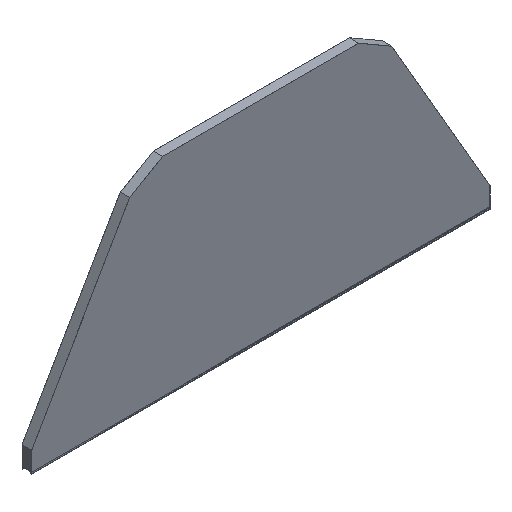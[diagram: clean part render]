
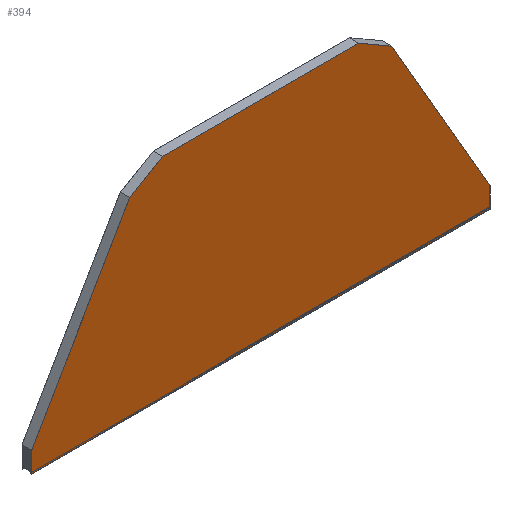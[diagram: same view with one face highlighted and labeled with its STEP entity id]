
A CAD part, isometric view. The second image highlights one B-rep face of the part: STEP entity #394.
In plain terms, the highlighted planar face has unit normal (0, -1, 0).
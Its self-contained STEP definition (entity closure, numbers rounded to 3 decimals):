
#20 = CARTESIAN_POINT ( 'NONE',  ( 1190., -25., -580. ) ) ;
#84 = PLANE ( 'NONE',  #1375 ) ;
#96 = VERTEX_POINT ( 'NONE', #417 ) ;
#119 = DIRECTION ( 'NONE',  ( 1., 0., 0. ) ) ;
#137 = ORIENTED_EDGE ( 'NONE', *, *, #1633, .F. ) ;
#196 = ORIENTED_EDGE ( 'NONE', *, *, #655, .F. ) ;
#202 = VERTEX_POINT ( 'NONE', #1607 ) ;
#239 = VECTOR ( 'NONE', #1860, 1000. ) ;
#245 = VECTOR ( 'NONE', #375, 1000. ) ;
#288 = LINE ( 'NONE', #1069, #348 ) ;
#293 = CARTESIAN_POINT ( 'NONE',  ( -680.615, -25., 408.14 ) ) ;
#295 = EDGE_CURVE ( 'NONE', #1016, #1359, #1692, .T. ) ;
#308 = CARTESIAN_POINT ( 'NONE',  ( 680.615, -25., 408.14 ) ) ;
#329 = DIRECTION ( 'NONE',  ( 0.5, 0., -0.866 ) ) ;
#348 = VECTOR ( 'NONE', #119, 1000. ) ;
#356 = CARTESIAN_POINT ( 'NONE',  ( 1190., -25., -474.14 ) ) ;
#364 = CARTESIAN_POINT ( 'NONE',  ( 509.385, -25., 507. ) ) ;
#375 = DIRECTION ( 'NONE',  ( -1., 0., 0. ) ) ;
#388 = ORIENTED_EDGE ( 'NONE', *, *, #1940, .F. ) ;
#394 = ADVANCED_FACE ( 'NONE', ( #1075 ), #84, .F. ) ;
#410 = DIRECTION ( 'NONE',  ( 0., 1., 0. ) ) ;
#417 = CARTESIAN_POINT ( 'NONE',  ( 1190., -25., -474.14 ) ) ;
#543 = VECTOR ( 'NONE', #329, 1000. ) ;
#631 = LINE ( 'NONE', #1788, #1736 ) ;
#655 = EDGE_CURVE ( 'NONE', #96, #717, #2040, .T. ) ;
#671 = ORIENTED_EDGE ( 'NONE', *, *, #1230, .F. ) ;
#717 = VERTEX_POINT ( 'NONE', #20 ) ;
#752 = DIRECTION ( 'NONE',  ( 0.866, 0., 0.5 ) ) ;
#791 = ORIENTED_EDGE ( 'NONE', *, *, #295, .F. ) ;
#833 = CARTESIAN_POINT ( 'NONE',  ( -1190., -25., -671.86 ) ) ;
#988 = VECTOR ( 'NONE', #752, 1000. ) ;
#1016 = VERTEX_POINT ( 'NONE', #1202 ) ;
#1069 = CARTESIAN_POINT ( 'NONE',  ( -509.385, -25., 507. ) ) ;
#1073 = EDGE_CURVE ( 'NONE', #1611, #1016, #288, .T. ) ;
#1075 = FACE_OUTER_BOUND ( 'NONE', #2114, .T. ) ;
#1103 = DIRECTION ( 'NONE',  ( 0.5, 0., 0.866 ) ) ;
#1174 = CARTESIAN_POINT ( 'NONE',  ( 680.615, -25., 408.14 ) ) ;
#1200 = ORIENTED_EDGE ( 'NONE', *, *, #1404, .F. ) ;
#1202 = CARTESIAN_POINT ( 'NONE',  ( 509.385, -25., 507. ) ) ;
#1220 = CARTESIAN_POINT ( 'NONE',  ( 1200., -25., -580. ) ) ;
#1230 = EDGE_CURVE ( 'NONE', #202, #2025, #1287, .T. ) ;
#1241 = VECTOR ( 'NONE', #1637, 1000. ) ;
#1253 = CARTESIAN_POINT ( 'NONE',  ( -509.385, -25., 507. ) ) ;
#1261 = ORIENTED_EDGE ( 'NONE', *, *, #2108, .F. ) ;
#1287 = LINE ( 'NONE', #833, #1241 ) ;
#1357 = LINE ( 'NONE', #293, #988 ) ;
#1359 = VERTEX_POINT ( 'NONE', #1174 ) ;
#1375 = AXIS2_PLACEMENT_3D ( 'NONE', #1562, #410, #2070 ) ;
#1389 = LINE ( 'NONE', #1220, #245 ) ;
#1404 = EDGE_CURVE ( 'NONE', #717, #202, #1389, .T. ) ;
#1474 = LINE ( 'NONE', #308, #543 ) ;
#1562 = CARTESIAN_POINT ( 'NONE',  ( 0., -25., 0. ) ) ;
#1607 = CARTESIAN_POINT ( 'NONE',  ( -1190., -25., -580. ) ) ;
#1611 = VERTEX_POINT ( 'NONE', #1253 ) ;
#1633 = EDGE_CURVE ( 'NONE', #2025, #2085, #631, .T. ) ;
#1637 = DIRECTION ( 'NONE',  ( 0., 0., 1. ) ) ;
#1682 = ORIENTED_EDGE ( 'NONE', *, *, #1073, .F. ) ;
#1692 = LINE ( 'NONE', #364, #239 ) ;
#1736 = VECTOR ( 'NONE', #1103, 1000. ) ;
#1788 = CARTESIAN_POINT ( 'NONE',  ( -1190., -25., -474.14 ) ) ;
#1860 = DIRECTION ( 'NONE',  ( 0.866, 0., -0.5 ) ) ;
#1863 = CARTESIAN_POINT ( 'NONE',  ( -1190., -25., -474.14 ) ) ;
#1940 = EDGE_CURVE ( 'NONE', #1359, #96, #1474, .T. ) ;
#2020 = DIRECTION ( 'NONE',  ( 0., 0., -1. ) ) ;
#2021 = CARTESIAN_POINT ( 'NONE',  ( -680.615, -25., 408.14 ) ) ;
#2025 = VERTEX_POINT ( 'NONE', #1863 ) ;
#2040 = LINE ( 'NONE', #356, #2076 ) ;
#2070 = DIRECTION ( 'NONE',  ( 0., 0., -1. ) ) ;
#2076 = VECTOR ( 'NONE', #2020, 1000. ) ;
#2085 = VERTEX_POINT ( 'NONE', #2021 ) ;
#2108 = EDGE_CURVE ( 'NONE', #2085, #1611, #1357, .T. ) ;
#2114 = EDGE_LOOP ( 'NONE', ( #196, #388, #791, #1682, #1261, #137, #671, #1200 ) ) ;
